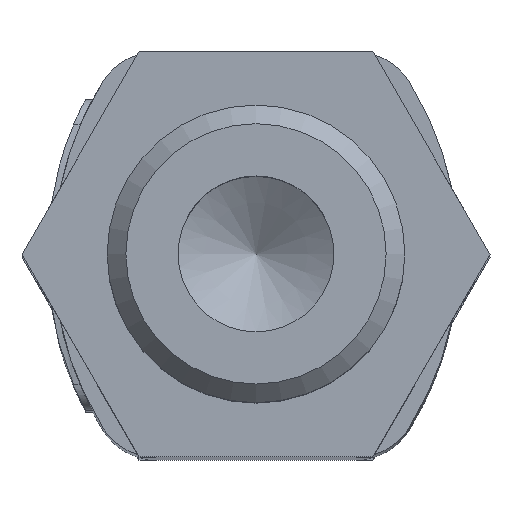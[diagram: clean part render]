
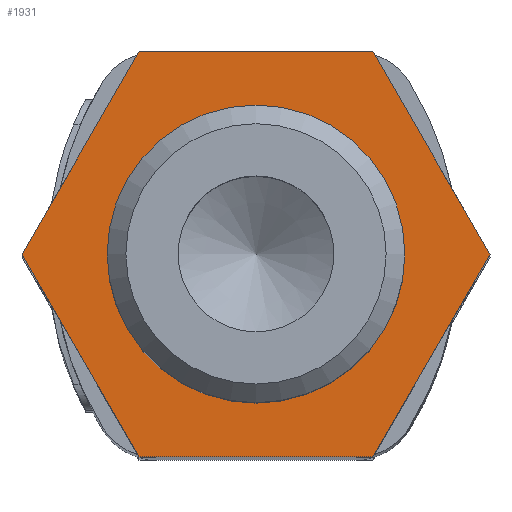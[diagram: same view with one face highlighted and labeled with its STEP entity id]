
A CAD part, top view. The second image highlights one B-rep face of the part: STEP entity #1931.
In plain terms, the highlighted planar face has unit normal (0, 0, 1).
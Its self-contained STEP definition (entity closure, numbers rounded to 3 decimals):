
#140=LINE('',#2742,#277);
#144=LINE('',#2749,#281);
#148=LINE('',#2755,#285);
#150=LINE('',#2759,#287);
#152=LINE('',#2762,#289);
#153=LINE('',#2763,#290);
#277=VECTOR('',#2264,7.506);
#281=VECTOR('',#2270,7.506);
#285=VECTOR('',#2276,7.506);
#287=VECTOR('',#2280,7.506);
#289=VECTOR('',#2284,7.506);
#290=VECTOR('',#2285,7.506);
#411=PLANE('',#2059);
#507=FACE_BOUND('',#668,.T.);
#548=FACE_OUTER_BOUND('',#667,.T.);
#667=EDGE_LOOP('',(#1381,#1382,#1383,#1384,#1385,#1386));
#668=EDGE_LOOP('',(#1387));
#795=CIRCLE('',#2037,4.775);
#849=VERTEX_POINT('',#2686);
#870=VERTEX_POINT('',#2739);
#871=VERTEX_POINT('',#2741);
#872=VERTEX_POINT('',#2746);
#873=VERTEX_POINT('',#2748);
#874=VERTEX_POINT('',#2753);
#875=VERTEX_POINT('',#2758);
#1041=EDGE_CURVE('',#849,#849,#795,.T.);
#1064=EDGE_CURVE('',#870,#871,#140,.T.);
#1068=EDGE_CURVE('',#872,#873,#144,.T.);
#1072=EDGE_CURVE('',#874,#872,#148,.T.);
#1074=EDGE_CURVE('',#871,#875,#150,.T.);
#1076=EDGE_CURVE('',#873,#870,#152,.T.);
#1077=EDGE_CURVE('',#875,#874,#153,.T.);
#1381=ORIENTED_EDGE('',*,*,#1074,.F.);
#1382=ORIENTED_EDGE('',*,*,#1064,.F.);
#1383=ORIENTED_EDGE('',*,*,#1076,.F.);
#1384=ORIENTED_EDGE('',*,*,#1068,.F.);
#1385=ORIENTED_EDGE('',*,*,#1072,.F.);
#1386=ORIENTED_EDGE('',*,*,#1077,.F.);
#1387=ORIENTED_EDGE('',*,*,#1041,.F.);
#1931=ADVANCED_FACE('',(#548,#507),#411,.F.);
#2037=AXIS2_PLACEMENT_3D('',#2687,#2212,#2213);
#2059=AXIS2_PLACEMENT_3D('',#2761,#2282,#2283);
#2212=DIRECTION('center_axis',(0.,0.,1.));
#2213=DIRECTION('ref_axis',(1.,0.,0.));
#2264=DIRECTION('',(-0.5,0.866,0.));
#2270=DIRECTION('',(-0.5,-0.866,0.));
#2276=DIRECTION('',(0.5,-0.866,0.));
#2280=DIRECTION('',(0.5,0.866,0.));
#2282=DIRECTION('center_axis',(0.,0.,-1.));
#2283=DIRECTION('ref_axis',(-1.,0.,0.));
#2284=DIRECTION('',(-1.,0.,0.));
#2285=DIRECTION('',(1.,0.,0.));
#2686=CARTESIAN_POINT('',(-4.775,0.,31.1));
#2687=CARTESIAN_POINT('Origin',(0.,0.,31.1));
#2739=CARTESIAN_POINT('',(-3.753,-6.5,31.1));
#2741=CARTESIAN_POINT('',(-7.506,0.,31.1));
#2742=CARTESIAN_POINT('',(-7.506,0.,31.1));
#2746=CARTESIAN_POINT('',(7.506,0.,31.1));
#2748=CARTESIAN_POINT('',(3.753,-6.5,31.1));
#2749=CARTESIAN_POINT('',(3.753,-6.5,31.1));
#2753=CARTESIAN_POINT('',(3.753,6.5,31.1));
#2755=CARTESIAN_POINT('',(7.506,0.,31.1));
#2758=CARTESIAN_POINT('',(-3.753,6.5,31.1));
#2759=CARTESIAN_POINT('',(-3.753,6.5,31.1));
#2761=CARTESIAN_POINT('Origin',(0.,0.,
31.1));
#2762=CARTESIAN_POINT('',(-3.753,-6.5,31.1));
#2763=CARTESIAN_POINT('',(3.753,6.5,31.1));
